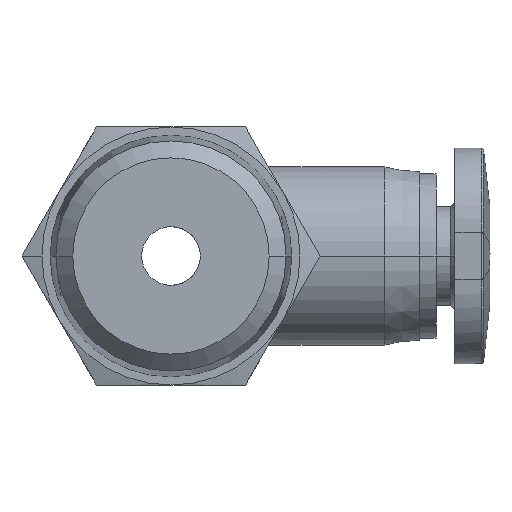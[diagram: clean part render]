
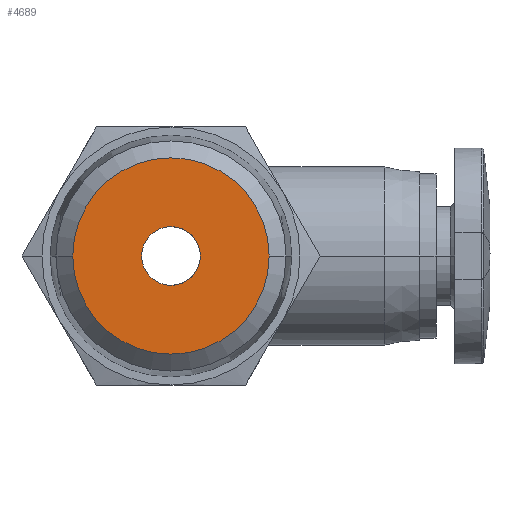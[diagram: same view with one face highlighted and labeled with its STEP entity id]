
A CAD part, front view. The second image highlights one B-rep face of the part: STEP entity #4689.
In plain terms, the highlighted planar face has unit normal (0, -1, 0).
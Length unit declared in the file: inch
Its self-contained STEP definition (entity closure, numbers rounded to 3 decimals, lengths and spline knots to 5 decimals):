
#146 = CARTESIAN_POINT ( 'NONE',  ( 0., -0.45276, 0. ) ) ;
#366 = CARTESIAN_POINT ( 'NONE',  ( -0.04921, -0.45276, 0. ) ) ;
#415 = FACE_BOUND ( 'NONE', #5981, .T. ) ;
#432 = EDGE_LOOP ( 'NONE', ( #5823, #4576 ) ) ;
#601 = CARTESIAN_POINT ( 'NONE',  ( -0.16474, -0.45276, 0. ) ) ;
#672 = CIRCLE ( 'NONE', #5779, 0.04921 ) ;
#684 = DIRECTION ( 'NONE',  ( 1., 0., 0. ) ) ;
#1005 = DIRECTION ( 'NONE',  ( 0., 1., 0. ) ) ;
#1043 = DIRECTION ( 'NONE',  ( 0., 0., -1. ) ) ;
#1229 = CARTESIAN_POINT ( 'NONE',  ( 0., -0.45276, 0. ) ) ;
#1773 = DIRECTION ( 'NONE',  ( -1., 0., 0. ) ) ;
#2068 = ORIENTED_EDGE ( 'NONE', *, *, #3726, .T. ) ;
#2082 = ORIENTED_EDGE ( 'NONE', *, *, #2885, .T. ) ;
#2232 = VERTEX_POINT ( 'NONE', #601 ) ;
#2321 = AXIS2_PLACEMENT_3D ( 'NONE', #1229, #4862, #1773 ) ;
#2694 = CARTESIAN_POINT ( 'NONE',  ( 0.16474, -0.45276, 0. ) ) ;
#2761 = DIRECTION ( 'NONE',  ( 0., 1., 0. ) ) ;
#2885 = EDGE_CURVE ( 'NONE', #6527, #3391, #672, .T. ) ;
#2896 = CARTESIAN_POINT ( 'NONE',  ( 0.04921, -0.45276, 0. ) ) ;
#3066 = AXIS2_PLACEMENT_3D ( 'NONE', #3678, #4188, #1043 ) ;
#3391 = VERTEX_POINT ( 'NONE', #2896 ) ;
#3678 = CARTESIAN_POINT ( 'NONE',  ( -0.10698, -0.45276, 0. ) ) ;
#3726 = EDGE_CURVE ( 'NONE', #3391, #6527, #3745, .T. ) ;
#3745 = CIRCLE ( 'NONE', #6541, 0.04921 ) ;
#3842 = DIRECTION ( 'NONE',  ( 0., 1., 0. ) ) ;
#3966 = CIRCLE ( 'NONE', #6111, 0.16474 ) ;
#4152 = CARTESIAN_POINT ( 'NONE',  ( 0., -0.45276, 0. ) ) ;
#4188 = DIRECTION ( 'NONE',  ( 0., -1., 0. ) ) ;
#4576 = ORIENTED_EDGE ( 'NONE', *, *, #4826, .F. ) ;
#4607 = FACE_OUTER_BOUND ( 'NONE', #432, .T. ) ;
#4664 = DIRECTION ( 'NONE',  ( 1., 0., 0. ) ) ;
#4689 = ADVANCED_FACE ( 'NONE', ( #415, #4607 ), #6684, .T. ) ;
#4826 = EDGE_CURVE ( 'NONE', #6236, #2232, #3966, .T. ) ;
#4862 = DIRECTION ( 'NONE',  ( 0., 1., 0. ) ) ;
#5779 = AXIS2_PLACEMENT_3D ( 'NONE', #4152, #1005, #4664 ) ;
#5786 = CARTESIAN_POINT ( 'NONE',  ( 0., -0.45276, 0. ) ) ;
#5823 = ORIENTED_EDGE ( 'NONE', *, *, #5859, .F. ) ;
#5859 = EDGE_CURVE ( 'NONE', #2232, #6236, #6474, .T. ) ;
#5981 = EDGE_LOOP ( 'NONE', ( #2068, #2082 ) ) ;
#6111 = AXIS2_PLACEMENT_3D ( 'NONE', #5786, #2761, #6288 ) ;
#6236 = VERTEX_POINT ( 'NONE', #2694 ) ;
#6288 = DIRECTION ( 'NONE',  ( -1., 0., 0. ) ) ;
#6474 = CIRCLE ( 'NONE', #2321, 0.16474 ) ;
#6527 = VERTEX_POINT ( 'NONE', #366 ) ;
#6541 = AXIS2_PLACEMENT_3D ( 'NONE', #146, #3842, #684 ) ;
#6684 = PLANE ( 'NONE',  #3066 ) ;
